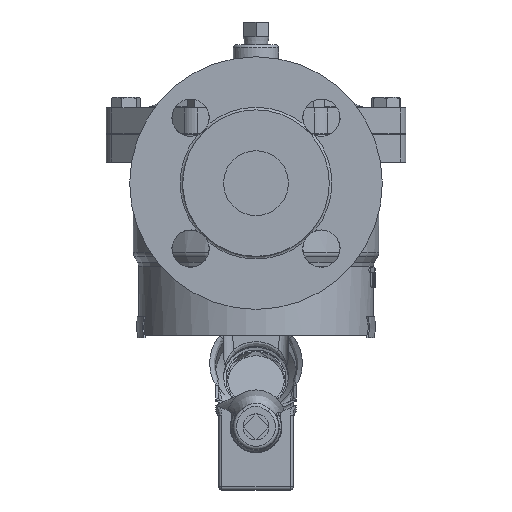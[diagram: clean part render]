
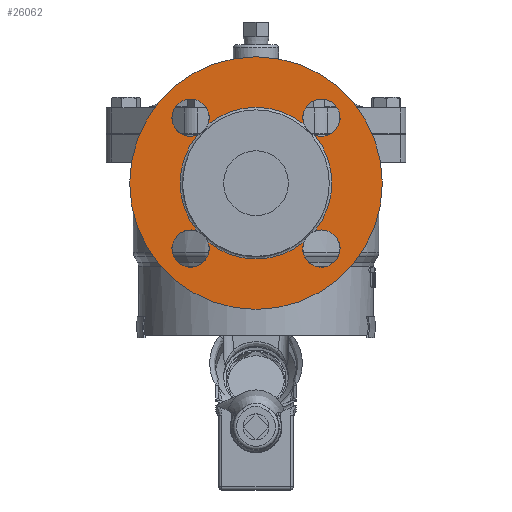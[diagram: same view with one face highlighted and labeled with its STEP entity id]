
A CAD part, left-side view. The second image highlights one B-rep face of the part: STEP entity #26062.
In plain terms, the highlighted planar face has unit normal (-1, 0, 0).
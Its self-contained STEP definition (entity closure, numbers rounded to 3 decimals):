
#25842=CARTESIAN_POINT('',(-134.4,-29.696,6.237));
#25843=VERTEX_POINT('',#25842);
#25844=CARTESIAN_POINT('',(-134.4,-36.237,-0.304));
#25845=VERTEX_POINT('',#25844);
#25874=CARTESIAN_POINT('',(-134.4,29.696,6.237));
#25875=VERTEX_POINT('',#25874);
#25876=CARTESIAN_POINT('',(-134.4,0.0,-30.));
#25877=DIRECTION('',(-1.0,0.0,0.0));
#25878=DIRECTION('',(0.0,0.0,-1.0));
#25879=AXIS2_PLACEMENT_3D('',#25876,#25877,#25878);
#25880=CIRCLE('',#25879,46.85);
#25881=EDGE_CURVE('',#25843,#25875,#25880,.T.);
#25883=CARTESIAN_POINT('',(-134.4,36.237,-0.304));
#25884=VERTEX_POINT('',#25883);
#25913=CARTESIAN_POINT('',(-134.4,36.237,-59.696));
#25914=VERTEX_POINT('',#25913);
#25915=CARTESIAN_POINT('',(-134.4,0.0,-30.));
#25916=DIRECTION('',(-1.0,0.0,0.0));
#25917=DIRECTION('',(0.0,0.0,-1.0));
#25918=AXIS2_PLACEMENT_3D('',#25915,#25916,#25917);
#25919=CIRCLE('',#25918,46.85);
#25920=EDGE_CURVE('',#25884,#25914,#25919,.T.);
#25922=CARTESIAN_POINT('',(-134.4,29.696,-66.237));
#25923=VERTEX_POINT('',#25922);
#25952=CARTESIAN_POINT('',(-134.4,-29.696,-66.237));
#25953=VERTEX_POINT('',#25952);
#25954=CARTESIAN_POINT('',(-134.4,0.0,-30.));
#25955=DIRECTION('',(-1.0,0.0,0.0));
#25956=DIRECTION('',(0.0,0.0,-1.0));
#25957=AXIS2_PLACEMENT_3D('',#25954,#25955,#25956);
#25958=CIRCLE('',#25957,46.85);
#25959=EDGE_CURVE('',#25923,#25953,#25958,.T.);
#25961=CARTESIAN_POINT('',(-134.4,-36.237,-59.696));
#25962=VERTEX_POINT('',#25961);
#25991=CARTESIAN_POINT('',(-134.4,0.0,-30.));
#25992=DIRECTION('',(-1.0,0.0,0.0));
#25993=DIRECTION('',(0.0,0.0,-1.0));
#25994=AXIS2_PLACEMENT_3D('',#25991,#25992,#25993);
#25995=CIRCLE('',#25994,46.85);
#25996=EDGE_CURVE('',#25962,#25845,#25995,.T.);
#26012=CARTESIAN_POINT('',(-134.4,0.0,-30.));
#26013=DIRECTION('',(1.0,0.0,0.0));
#26014=DIRECTION('',(0.0,0.0,-1.0));
#26015=AXIS2_PLACEMENT_3D('',#26012,#26013,#26014);
#26016=PLANE('',#26015);
#26017=CARTESIAN_POINT('',(-134.4,0.,48.));
#26018=VERTEX_POINT('',#26017);
#26019=CARTESIAN_POINT('',(-134.4,0.0,-30.));
#26020=DIRECTION('',(1.0,0.0,0.0));
#26021=DIRECTION('',(0.0,0.0,-1.0));
#26022=AXIS2_PLACEMENT_3D('',#26019,#26020,#26021);
#26023=CIRCLE('',#26022,78.0);
#26024=EDGE_CURVE('',#26018,#26018,#26023,.T.);
#26025=ORIENTED_EDGE('',*,*,#26024,.F.);
#26026=EDGE_LOOP('',(#26025));
#26027=FACE_OUTER_BOUND('',#26026,.T.);
#26028=ORIENTED_EDGE('',*,*,#25996,.F.);
#26029=CARTESIAN_POINT('',(-134.4,-40.411,-70.411));
#26030=DIRECTION('',(-1.0,0.0,0.0));
#26031=DIRECTION('',(0.0,0.0,-1.0));
#26032=AXIS2_PLACEMENT_3D('',#26029,#26030,#26031);
#26033=CIRCLE('',#26032,11.5);
#26034=EDGE_CURVE('',#25953,#25962,#26033,.T.);
#26035=ORIENTED_EDGE('',*,*,#26034,.F.);
#26036=ORIENTED_EDGE('',*,*,#25959,.F.);
#26037=CARTESIAN_POINT('',(-134.4,40.411,-70.411));
#26038=DIRECTION('',(-1.0,0.0,0.0));
#26039=DIRECTION('',(0.0,1.0,0.0));
#26040=AXIS2_PLACEMENT_3D('',#26037,#26038,#26039);
#26041=CIRCLE('',#26040,11.5);
#26042=EDGE_CURVE('',#25914,#25923,#26041,.T.);
#26043=ORIENTED_EDGE('',*,*,#26042,.F.);
#26044=ORIENTED_EDGE('',*,*,#25920,.F.);
#26045=CARTESIAN_POINT('',(-134.4,40.411,10.411));
#26046=DIRECTION('',(-1.0,0.0,0.0));
#26047=DIRECTION('',(0.0,0.0,1.0));
#26048=AXIS2_PLACEMENT_3D('',#26045,#26046,#26047);
#26049=CIRCLE('',#26048,11.5);
#26050=EDGE_CURVE('',#25875,#25884,#26049,.T.);
#26051=ORIENTED_EDGE('',*,*,#26050,.F.);
#26052=ORIENTED_EDGE('',*,*,#25881,.F.);
#26053=CARTESIAN_POINT('',(-134.4,-40.411,10.411));
#26054=DIRECTION('',(-1.0,0.0,0.0));
#26055=DIRECTION('',(0.0,-1.0,0.0));
#26056=AXIS2_PLACEMENT_3D('',#26053,#26054,#26055);
#26057=CIRCLE('',#26056,11.5);
#26058=EDGE_CURVE('',#25845,#25843,#26057,.T.);
#26059=ORIENTED_EDGE('',*,*,#26058,.F.);
#26060=EDGE_LOOP('',(#26028,#26035,#26036,#26043,#26044,#26051,#26052,#26059));
#26061=FACE_BOUND('',#26060,.T.);
#26062=ADVANCED_FACE('',(#26027,#26061),#26016,.F.);
